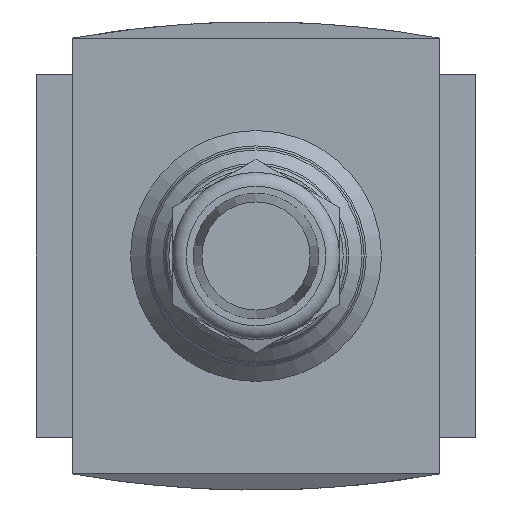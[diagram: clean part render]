
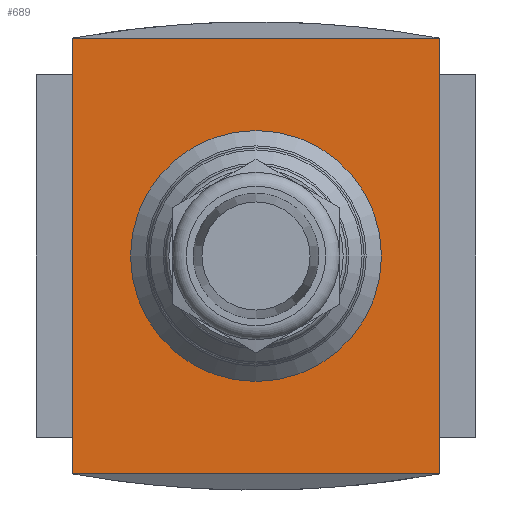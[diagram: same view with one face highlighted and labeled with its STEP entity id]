
A CAD part, front view. The second image highlights one B-rep face of the part: STEP entity #689.
In plain terms, the highlighted planar face has unit normal (0, -1, 0).
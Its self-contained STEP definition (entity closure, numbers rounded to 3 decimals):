
#689 = ADVANCED_FACE( '', ( #1522, #1523 ), #1524, .F. );
#1522 = FACE_BOUND( '', #2508, .T. );
#1523 = FACE_OUTER_BOUND( '', #2509, .T. );
#1524 = PLANE( '', #2510 );
#2508 = EDGE_LOOP( '', ( #4385 ) );
#2509 = EDGE_LOOP( '', ( #4386, #4387, #4388, #4389 ) );
#2510 = AXIS2_PLACEMENT_3D( '', #4390, #4391, #4392 );
#4385 = ORIENTED_EDGE( '', *, *, #6464, .F. );
#4386 = ORIENTED_EDGE( '', *, *, #6465, .F. );
#4387 = ORIENTED_EDGE( '', *, *, #6373, .T. );
#4388 = ORIENTED_EDGE( '', *, *, #6466, .F. );
#4389 = ORIENTED_EDGE( '', *, *, #6331, .T. );
#4390 = CARTESIAN_POINT( '', ( 0., -37.5, 116.435 ) );
#4391 = DIRECTION( '', ( 0., 1., 0. ) );
#4392 = DIRECTION( '', ( 0., 0., 1. ) );
#6331 = EDGE_CURVE( '', #7793, #7794, #7795, .T. );
#6373 = EDGE_CURVE( '', #7848, #7849, #7850, .T. );
#6464 = EDGE_CURVE( '', #7973, #7973, #7974, .F. );
#6465 = EDGE_CURVE( '', #7848, #7794, #7975, .T. );
#6466 = EDGE_CURVE( '', #7793, #7849, #7976, .T. );
#7793 = VERTEX_POINT( '', #9772 );
#7794 = VERTEX_POINT( '', #9773 );
#7795 = LINE( '', #9774, #9775 );
#7848 = VERTEX_POINT( '', #9851 );
#7849 = VERTEX_POINT( '', #9852 );
#7850 = LINE( '', #9853, #9854 );
#7973 = VERTEX_POINT( '', #10036 );
#7974 = CIRCLE( '', #10037, 18. );
#7975 = LINE( '', #10038, #10039 );
#7976 = LINE( '', #10040, #10041 );
#9772 = CARTESIAN_POINT( '', ( 26.25, -37.5, 31.25 ) );
#9773 = CARTESIAN_POINT( '', ( -26.25, -37.5, 31.25 ) );
#9774 = CARTESIAN_POINT( '', ( 0., -37.5, 31.25 ) );
#9775 = VECTOR( '', #11353, 1000. );
#9851 = CARTESIAN_POINT( '', ( -26.25, -37.5, -31.25 ) );
#9852 = CARTESIAN_POINT( '', ( 26.25, -37.5, -31.25 ) );
#9853 = CARTESIAN_POINT( '', ( 0., -37.5, -31.25 ) );
#9854 = VECTOR( '', #11393, 1000. );
#10036 = CARTESIAN_POINT( '', ( 0., -37.5, 18. ) );
#10037 = AXIS2_PLACEMENT_3D( '', #11482, #11483, #11484 );
#10038 = CARTESIAN_POINT( '', ( -26.25, -37.5, -31.25 ) );
#10039 = VECTOR( '', #11485, 1000. );
#10040 = CARTESIAN_POINT( '', ( 26.25, -37.5, 31.25 ) );
#10041 = VECTOR( '', #11486, 1000. );
#11353 = DIRECTION( '', ( -1., 0., 0. ) );
#11393 = DIRECTION( '', ( 1., 0., 0. ) );
#11482 = CARTESIAN_POINT( '', ( 0., -37.5, 0. ) );
#11483 = DIRECTION( '', ( 0., 1., 0. ) );
#11484 = DIRECTION( '', ( 0., 0., 1. ) );
#11485 = DIRECTION( '', ( 0., 0., 1. ) );
#11486 = DIRECTION( '', ( 0., 0., -1. ) );
